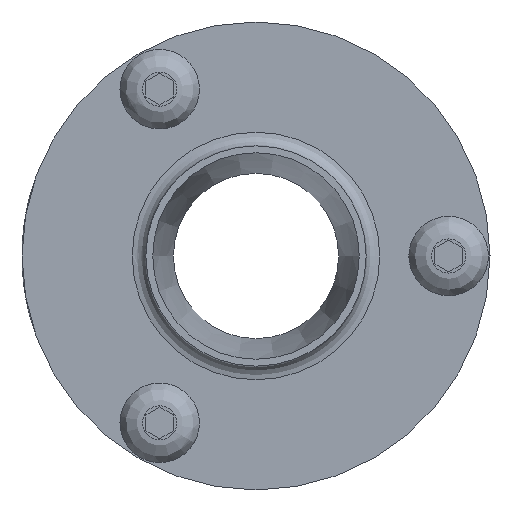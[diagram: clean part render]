
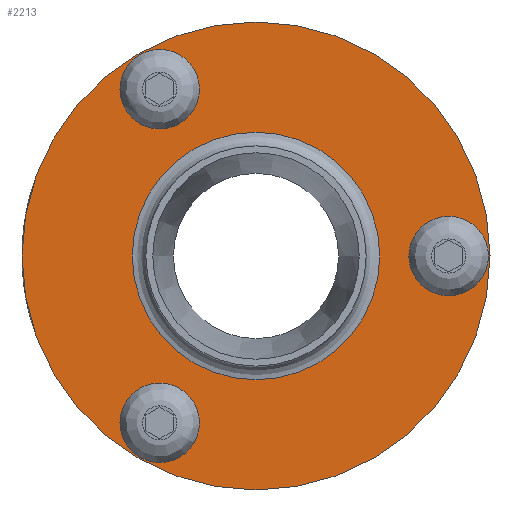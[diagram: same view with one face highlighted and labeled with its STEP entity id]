
A CAD part, left-side view. The second image highlights one B-rep face of the part: STEP entity #2213.
In plain terms, the highlighted planar face has unit normal (-1, 0, 0).
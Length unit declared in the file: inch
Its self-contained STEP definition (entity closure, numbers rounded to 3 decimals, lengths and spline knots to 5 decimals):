
#1890=CARTESIAN_POINT('',(12.25248,8.40073,-0.85195));
#1891=VERTEX_POINT('',#1890);
#1892=CARTESIAN_POINT('',(12.25248,8.34623,-0.75756));
#1893=DIRECTION('',(1.,0.0,0.0));
#1894=DIRECTION('',(0.0,-0.5,0.866));
#1895=AXIS2_PLACEMENT_3D('',#1892,#1893,#1894);
#1896=CIRCLE('',#1895,0.109);
#1897=EDGE_CURVE('',#1891,#1891,#1896,.T.);
#1918=CARTESIAN_POINT('',(12.25248,8.40073,0.85195));
#1919=VERTEX_POINT('',#1918);
#1920=CARTESIAN_POINT('',(12.25248,8.34623,0.75756));
#1921=DIRECTION('',(1.0,0.0,0.0));
#1922=DIRECTION('',(0.0,-0.5,-0.866));
#1923=AXIS2_PLACEMENT_3D('',#1920,#1921,#1922);
#1924=CIRCLE('',#1923,0.109);
#1925=EDGE_CURVE('',#1919,#1919,#1924,.T.);
#1946=CARTESIAN_POINT('',(12.25248,6.9251,0.));
#1947=VERTEX_POINT('',#1946);
#1948=CARTESIAN_POINT('',(12.25248,7.0341,0.));
#1949=DIRECTION('',(1.0,0.0,0.0));
#1950=DIRECTION('',(0.0,1.0,0.0));
#1951=AXIS2_PLACEMENT_3D('',#1948,#1949,#1950);
#1952=CIRCLE('',#1951,0.109);
#1953=EDGE_CURVE('',#1947,#1947,#1952,.T.);
#1985=CARTESIAN_POINT('',(12.25248,8.97135,0.0));
#1986=VERTEX_POINT('',#1985);
#1987=CARTESIAN_POINT('',(12.25248,7.90885,0.0));
#1988=DIRECTION('',(1.0,0.0,0.0));
#1989=DIRECTION('',(0.0,1.0,0.0));
#1990=AXIS2_PLACEMENT_3D('',#1987,#1988,#1989);
#1991=CIRCLE('',#1990,1.0625);
#1992=EDGE_CURVE('',#1986,#1986,#1991,.T.);
#2178=CARTESIAN_POINT('',(12.25248,8.47085,0.0));
#2179=VERTEX_POINT('',#2178);
#2180=CARTESIAN_POINT('',(12.25248,7.90885,0.0));
#2181=DIRECTION('',(1.0,0.0,0.0));
#2182=DIRECTION('',(0.0,1.0,0.0));
#2183=AXIS2_PLACEMENT_3D('',#2180,#2181,#2182);
#2184=CIRCLE('',#2183,0.562);
#2185=EDGE_CURVE('',#2179,#2179,#2184,.T.);
#2193=CARTESIAN_POINT('',(12.25248,8.34623,0.75756));
#2194=DIRECTION('',(-1.0,0.0,0.0));
#2195=DIRECTION('',(0.0,0.866,-0.5));
#2196=AXIS2_PLACEMENT_3D('',#2193,#2194,#2195);
#2197=PLANE('',#2196);
#2198=ORIENTED_EDGE('',*,*,#1992,.F.);
#2199=EDGE_LOOP('',(#2198));
#2200=FACE_OUTER_BOUND('',#2199,.T.);
#2201=ORIENTED_EDGE('',*,*,#1897,.T.);
#2202=EDGE_LOOP('',(#2201));
#2203=FACE_BOUND('',#2202,.T.);
#2204=ORIENTED_EDGE('',*,*,#1925,.T.);
#2205=EDGE_LOOP('',(#2204));
#2206=FACE_BOUND('',#2205,.T.);
#2207=ORIENTED_EDGE('',*,*,#1953,.T.);
#2208=EDGE_LOOP('',(#2207));
#2209=FACE_BOUND('',#2208,.T.);
#2210=ORIENTED_EDGE('',*,*,#2185,.T.);
#2211=EDGE_LOOP('',(#2210));
#2212=FACE_BOUND('',#2211,.T.);
#2213=ADVANCED_FACE('',(#2200,#2203,#2206,#2209,#2212),#2197,.T.);
